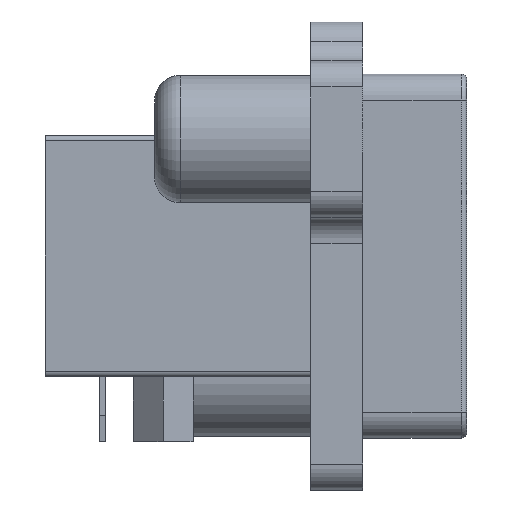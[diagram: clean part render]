
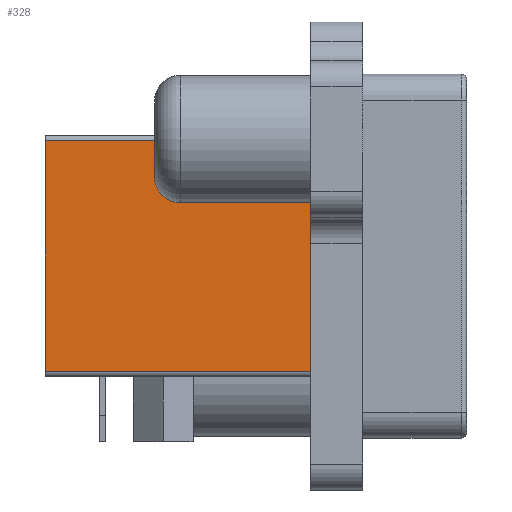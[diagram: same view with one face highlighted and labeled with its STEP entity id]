
A CAD part, left-side view. The second image highlights one B-rep face of the part: STEP entity #328.
In plain terms, the highlighted planar face has unit normal (-1, 0, 0).
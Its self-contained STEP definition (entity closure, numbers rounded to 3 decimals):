
#44 = EDGE_CURVE('',#45,#47,#49,.T.);
#45 = VERTEX_POINT('',#46);
#46 = CARTESIAN_POINT('',(-8.,2.,9.08));
#47 = VERTEX_POINT('',#48);
#48 = CARTESIAN_POINT('',(-8.,2.,0.2));
#49 = LINE('',#50,#51);
#50 = CARTESIAN_POINT('',(-8.,2.,9.28));
#51 = VECTOR('',#52,1.);
#52 = DIRECTION('',(0.,0.,-1.));
#328 = ADVANCED_FACE('',(#329),#354,.T.);
#329 = FACE_BOUND('',#330,.T.);
#330 = EDGE_LOOP('',(#331,#332,#340,#348));
#331 = ORIENTED_EDGE('',*,*,#44,.F.);
#332 = ORIENTED_EDGE('',*,*,#333,.T.);
#333 = EDGE_CURVE('',#45,#334,#336,.T.);
#334 = VERTEX_POINT('',#335);
#335 = CARTESIAN_POINT('',(-8.,12.2,9.08));
#336 = LINE('',#337,#338);
#337 = CARTESIAN_POINT('',(-8.,2.,9.08));
#338 = VECTOR('',#339,1.);
#339 = DIRECTION('',(0.,1.,0.));
#340 = ORIENTED_EDGE('',*,*,#341,.T.);
#341 = EDGE_CURVE('',#334,#342,#344,.T.);
#342 = VERTEX_POINT('',#343);
#343 = CARTESIAN_POINT('',(-8.,12.2,0.2));
#344 = LINE('',#345,#346);
#345 = CARTESIAN_POINT('',(-8.,12.2,9.28));
#346 = VECTOR('',#347,1.);
#347 = DIRECTION('',(0.,0.,-1.));
#348 = ORIENTED_EDGE('',*,*,#349,.F.);
#349 = EDGE_CURVE('',#47,#342,#350,.T.);
#350 = LINE('',#351,#352);
#351 = CARTESIAN_POINT('',(-8.,2.,0.2));
#352 = VECTOR('',#353,1.);
#353 = DIRECTION('',(0.,1.,0.));
#354 = PLANE('',#355);
#355 = AXIS2_PLACEMENT_3D('',#356,#357,#358);
#356 = CARTESIAN_POINT('',(-8.,2.,9.28));
#357 = DIRECTION('',(-1.,-0.,0.));
#358 = DIRECTION('',(0.,0.,-1.));
